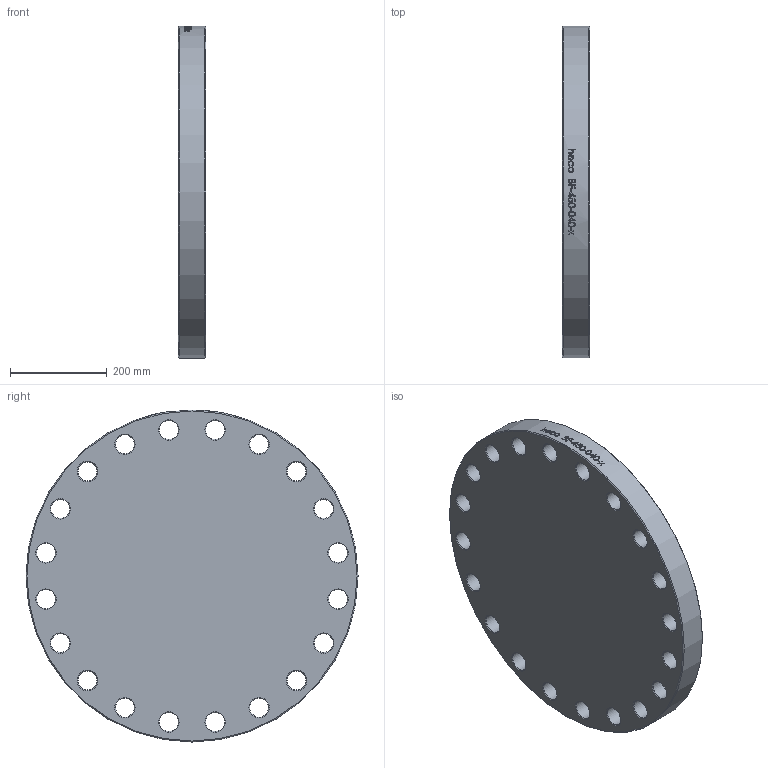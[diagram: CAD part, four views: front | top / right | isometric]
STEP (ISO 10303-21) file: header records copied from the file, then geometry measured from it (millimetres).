
FILE_DESCRIPTION (( 'STEP AP214' ), '1' );
FILE_NAME ('BF-450-040-x Blindflansch PN40 EN1092 2103.STEP', '2021-03-09T16:59:59', ( '' ), ( '' ), 'SwSTEP 2.0', 'SolidWorks 2019', '' );
FILE_SCHEMA (( 'AUTOMOTIVE_DESIGN' ));
Length unit declared in the file: millimetre
Products named in the file (1): BF-450-040-x Blindflansch PN40 EN1092 2103
Bounding box: 57 x 685 x 685 mm (x, y, z)
Volume: 19626065.9 mm3; surface area: 942336.2 mm2
Topology: 1 solids, 1 shells, 90 faces, 335 edges, 272 vertices
Faces by surface type: cylinder 46, cone 42, plane 2
Full cylindrical faces by diameter (mm): 39 x20, 685 x1
Entity records: 7887 total; most frequent: CARTESIAN_POINT 5094, ORIENTED_EDGE 502, DIRECTION 462, VERTEX_POINT 251, EDGE_CURVE 251, EDGE_LOOP 218, AXIS2_PLACEMENT_3D 216, CIRCLE 125
